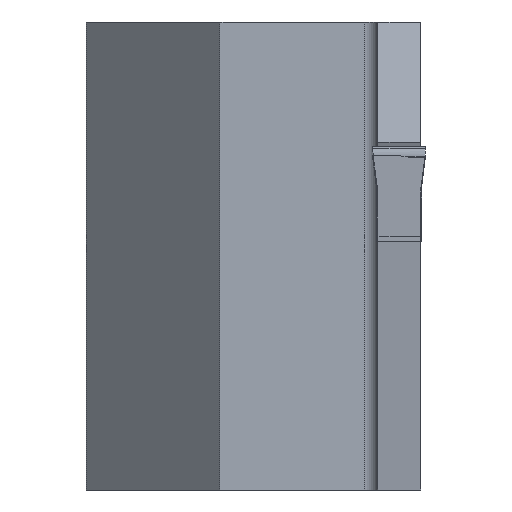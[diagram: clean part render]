
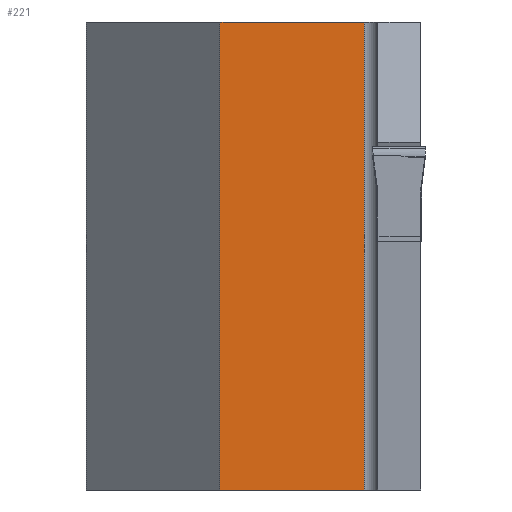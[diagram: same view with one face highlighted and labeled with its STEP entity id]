
A CAD part, left-side view. The second image highlights one B-rep face of the part: STEP entity #221.
In plain terms, the highlighted planar face has unit normal (-1, 0, 0).
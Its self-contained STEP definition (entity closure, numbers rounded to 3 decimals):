
#221=ADVANCED_FACE('',(#288),#259,.T.);
#259=PLANE('',#905);
#288=FACE_OUTER_BOUND('',#326,.T.);
#326=EDGE_LOOP('',(#372,#373,#374,#375));
#372=ORIENTED_EDGE('',*,*,#644,.F.);
#373=ORIENTED_EDGE('',*,*,#645,.T.);
#374=ORIENTED_EDGE('',*,*,#646,.T.);
#375=ORIENTED_EDGE('',*,*,#647,.T.);
#576=VERTEX_POINT('',#1178);
#577=VERTEX_POINT('',#1179);
#578=VERTEX_POINT('',#1181);
#579=VERTEX_POINT('',#1183);
#644=EDGE_CURVE('',#576,#577,#746,.T.);
#645=EDGE_CURVE('',#576,#578,#747,.T.);
#646=EDGE_CURVE('',#578,#579,#748,.T.);
#647=EDGE_CURVE('',#579,#577,#749,.T.);
#746=LINE('',#1177,#829);
#747=LINE('',#1180,#830);
#748=LINE('',#1182,#831);
#749=LINE('',#1184,#832);
#829=VECTOR('',#973,1.);
#830=VECTOR('',#974,1.);
#831=VECTOR('',#975,1.);
#832=VECTOR('',#976,1.);
#905=AXIS2_PLACEMENT_3D('',#1185,#977,#978);
#973=DIRECTION('',(0.,-1.,0.));
#974=DIRECTION('',(0.,0.,-1.));
#975=DIRECTION('',(0.,-1.,0.));
#976=DIRECTION('',(0.,0.,1.));
#977=DIRECTION('',(-1.,0.,0.));
#978=DIRECTION('',(0.,0.,1.));
#1177=CARTESIAN_POINT('',(23.,31.,10.));
#1178=CARTESIAN_POINT('',(23.,15.,10.));
#1179=CARTESIAN_POINT('',(23.,4.2,10.));
#1180=CARTESIAN_POINT('',(23.,15.,30.));
#1181=CARTESIAN_POINT('',(23.,15.,-25.));
#1182=CARTESIAN_POINT('',(23.,31.,-25.));
#1183=CARTESIAN_POINT('',(23.,4.2,-25.));
#1184=CARTESIAN_POINT('',(23.,4.2,10.));
#1185=CARTESIAN_POINT('',(23.,31.,10.));
